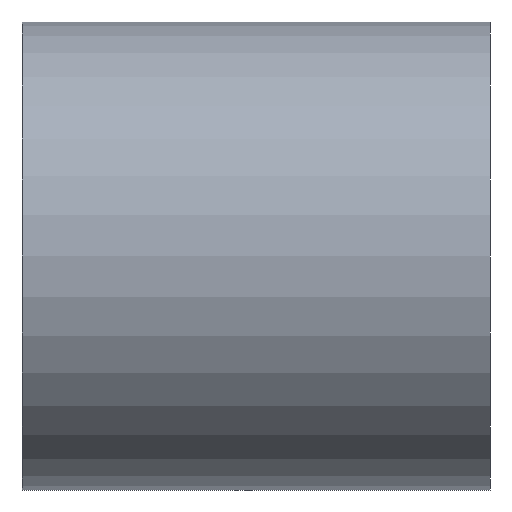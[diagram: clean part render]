
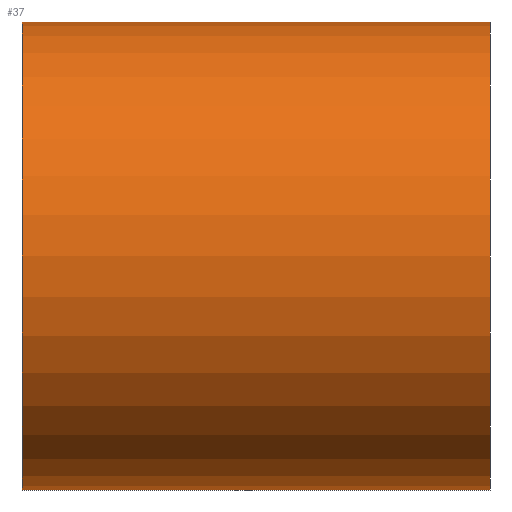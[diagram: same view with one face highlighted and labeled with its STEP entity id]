
A CAD part, front view. The second image highlights one B-rep face of the part: STEP entity #37.
In plain terms, the highlighted cylindrical face has radius 1 mm (diameter 2 mm), a full revolution.
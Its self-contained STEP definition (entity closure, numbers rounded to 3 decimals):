
#15=FACE_BOUND('',#22,.T.);
#16=CYLINDRICAL_SURFACE('',#49,1.);
#18=FACE_OUTER_BOUND('',#21,.T.);
#21=EDGE_LOOP('',(#31));
#22=EDGE_LOOP('',(#32));
#24=CIRCLE('',#48,1.);
#25=CIRCLE('',#50,1.);
#26=VERTEX_POINT('',#66);
#27=VERTEX_POINT('',#69);
#28=EDGE_CURVE('',#26,#26,#24,.T.);
#29=EDGE_CURVE('',#27,#27,#25,.T.);
#31=ORIENTED_EDGE('',*,*,#28,.F.);
#32=ORIENTED_EDGE('',*,*,#29,.F.);
#37=ADVANCED_FACE('',(#18,#15),#16,.T.);
#48=AXIS2_PLACEMENT_3D('',#67,#56,#57);
#49=AXIS2_PLACEMENT_3D('',#68,#58,#59);
#50=AXIS2_PLACEMENT_3D('',#70,#60,#61);
#56=DIRECTION('center_axis',(-1.,0.,0.));
#57=DIRECTION('ref_axis',(0.,-1.,0.));
#58=DIRECTION('center_axis',(1.,0.,0.));
#59=DIRECTION('ref_axis',(0.,-1.,0.));
#60=DIRECTION('center_axis',(1.,0.,0.));
#61=DIRECTION('ref_axis',(0.,-1.,0.));
#66=CARTESIAN_POINT('',(-1.,1.,0.));
#67=CARTESIAN_POINT('Origin',(-1.,0.,0.));
#68=CARTESIAN_POINT('Origin',(0.,0.,0.));
#69=CARTESIAN_POINT('',(1.,1.,0.));
#70=CARTESIAN_POINT('Origin',(1.,0.,0.));
